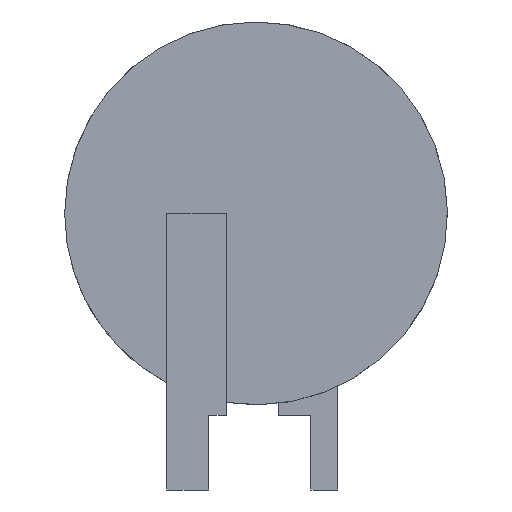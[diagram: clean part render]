
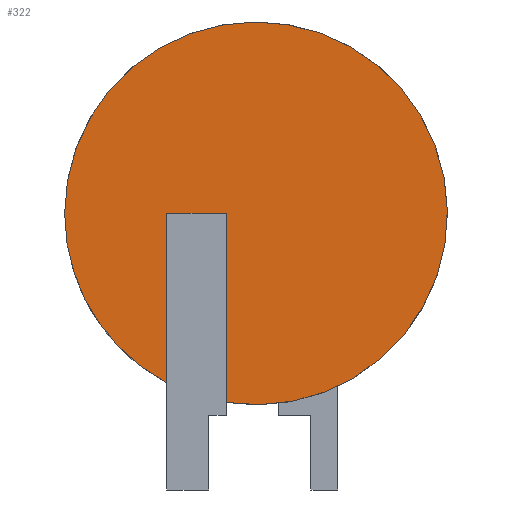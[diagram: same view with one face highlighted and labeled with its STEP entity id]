
A CAD part, front view. The second image highlights one B-rep face of the part: STEP entity #322.
In plain terms, the highlighted planar face has unit normal (0, -1, 0).
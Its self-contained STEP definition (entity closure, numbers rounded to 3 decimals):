
#20=CIRCLE('',#358,12.8);
#21=CIRCLE('',#359,12.8);
#31=FACE_OUTER_BOUND('',#50,.T.);
#50=EDGE_LOOP('',(#253,#254,#255,#256,#257));
#67=LINE('',#476,#106);
#71=LINE('',#483,#110);
#75=LINE('',#491,#114);
#106=VECTOR('',#385,10.);
#110=VECTOR('',#391,10.);
#114=VECTOR('',#397,10.);
#144=VERTEX_POINT('',#474);
#145=VERTEX_POINT('',#475);
#147=VERTEX_POINT('',#482);
#150=VERTEX_POINT('',#489);
#153=VERTEX_POINT('',#504);
#173=EDGE_CURVE('',#144,#145,#67,.T.);
#177=EDGE_CURVE('',#145,#147,#71,.T.);
#181=EDGE_CURVE('',#147,#150,#75,.T.);
#189=EDGE_CURVE('',#150,#153,#20,.T.);
#190=EDGE_CURVE('',#153,#144,#21,.T.);
#253=ORIENTED_EDGE('',*,*,#181,.T.);
#254=ORIENTED_EDGE('',*,*,#189,.T.);
#255=ORIENTED_EDGE('',*,*,#190,.T.);
#256=ORIENTED_EDGE('',*,*,#173,.T.);
#257=ORIENTED_EDGE('',*,*,#177,.T.);
#303=PLANE('',#360);
#322=ADVANCED_FACE('',(#31),#303,.T.);
#358=AXIS2_PLACEMENT_3D('',#506,#415,#416);
#359=AXIS2_PLACEMENT_3D('',#507,#417,#418);
#360=AXIS2_PLACEMENT_3D('',#508,#419,#420);
#385=DIRECTION('',(0.,0.,1.));
#391=DIRECTION('',(1.,0.,0.));
#397=DIRECTION('',(0.,0.,-1.));
#415=DIRECTION('center_axis',(0.,-1.,0.));
#416=DIRECTION('ref_axis',(1.,0.,0.));
#417=DIRECTION('center_axis',(0.,-1.,0.));
#418=DIRECTION('ref_axis',(1.,0.,0.));
#419=DIRECTION('center_axis',(0.,-1.,0.));
#420=DIRECTION('ref_axis',(-1.,0.,0.));
#474=CARTESIAN_POINT('',(-5.975,0.,-11.32));
#475=CARTESIAN_POINT('',(-5.975,0.,0.));
#476=CARTESIAN_POINT('',(-5.975,0.,0.));
#482=CARTESIAN_POINT('',(-1.975,0.,0.));
#483=CARTESIAN_POINT('',(-0.987,0.,0.));
#489=CARTESIAN_POINT('',(-1.975,0.,-12.647));
#491=CARTESIAN_POINT('',(-1.975,0.,-6.75));
#504=CARTESIAN_POINT('',(-12.8,0.,0.));
#506=CARTESIAN_POINT('Origin',(0.,0.,0.));
#507=CARTESIAN_POINT('Origin',(0.,0.,0.));
#508=CARTESIAN_POINT('Origin',(0.,0.,0.));
